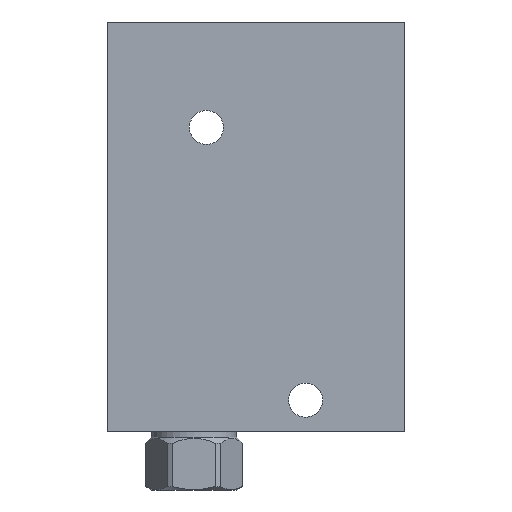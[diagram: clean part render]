
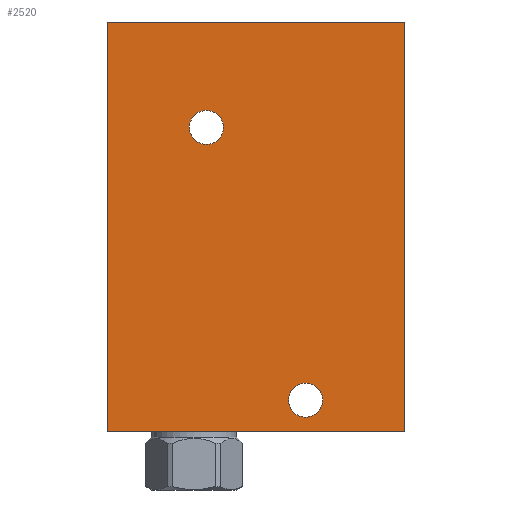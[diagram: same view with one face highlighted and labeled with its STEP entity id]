
A CAD part, front view. The second image highlights one B-rep face of the part: STEP entity #2520.
In plain terms, the highlighted planar face has unit normal (0, -1, 0).
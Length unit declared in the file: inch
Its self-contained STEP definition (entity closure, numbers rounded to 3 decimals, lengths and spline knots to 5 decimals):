
#5=DIRECTION('',(1.,0.,0.));
#6=VECTOR('',#5,3.);
#7=CARTESIAN_POINT('',(0.,-1.25,0.));
#8=LINE('',#7,#6);
#85=DIRECTION('',(0.,0.,1.));
#86=VECTOR('',#85,4.125);
#87=CARTESIAN_POINT('',(3.,-1.25,0.));
#88=LINE('',#87,#86);
#109=DIRECTION('',(0.,0.,1.));
#110=VECTOR('',#109,4.125);
#111=CARTESIAN_POINT('',(0.,-1.25,0.));
#112=LINE('',#111,#110);
#113=CARTESIAN_POINT('',(1.,-1.25,3.062));
#114=DIRECTION('',(0.,-1.,0.));
#115=DIRECTION('',(-1.,0.,0.));
#116=AXIS2_PLACEMENT_3D('',#113,#114,#115);
#118=CARTESIAN_POINT('',(1.,-1.25,3.062));
#119=DIRECTION('',(0.,-1.,0.));
#120=DIRECTION('',(1.,0.,0.));
#121=AXIS2_PLACEMENT_3D('',#118,#119,#120);
#123=CARTESIAN_POINT('',(2.,-1.25,0.312));
#124=DIRECTION('',(0.,-1.,0.));
#125=DIRECTION('',(-1.,0.,0.));
#126=AXIS2_PLACEMENT_3D('',#123,#124,#125);
#128=CARTESIAN_POINT('',(2.,-1.25,0.312));
#129=DIRECTION('',(0.,-1.,0.));
#130=DIRECTION('',(1.,0.,0.));
#131=AXIS2_PLACEMENT_3D('',#128,#129,#130);
#145=DIRECTION('',(1.,0.,0.));
#146=VECTOR('',#145,3.);
#147=CARTESIAN_POINT('',(0.,-1.25,4.125));
#148=LINE('',#147,#146);
#2077=CARTESIAN_POINT('',(0.,-1.25,0.));
#2079=VERTEX_POINT('',#2077);
#2080=CARTESIAN_POINT('',(3.,-1.25,0.));
#2081=VERTEX_POINT('',#2080);
#2085=CARTESIAN_POINT('',(0.,-1.25,4.125));
#2087=VERTEX_POINT('',#2085);
#2088=CARTESIAN_POINT('',(3.,-1.25,4.125));
#2089=VERTEX_POINT('',#2088);
#2257=CARTESIAN_POINT('',(0.828,-1.25,3.062));
#2258=CARTESIAN_POINT('',(1.172,-1.25,3.062));
#2259=VERTEX_POINT('',#2257);
#2260=VERTEX_POINT('',#2258);
#2265=CARTESIAN_POINT('',(1.828,-1.25,0.312));
#2266=CARTESIAN_POINT('',(2.172,-1.25,0.312));
#2267=VERTEX_POINT('',#2265);
#2268=VERTEX_POINT('',#2266);
#2496=CARTESIAN_POINT('',(0.,-1.25,0.));
#2497=DIRECTION('',(0.,-1.,0.));
#2498=DIRECTION('',(1.,0.,0.));
#2499=AXIS2_PLACEMENT_3D('',#2496,#2497,#2498);
#2500=PLANE('',#2499);
#2501=ORIENTED_EDGE('',*,*,#2396,.F.);
#2502=ORIENTED_EDGE('',*,*,#2421,.T.);
#2504=ORIENTED_EDGE('',*,*,#2503,.T.);
#2505=ORIENTED_EDGE('',*,*,#2476,.F.);
#2506=EDGE_LOOP('',(#2501,#2502,#2504,#2505));
#2507=FACE_OUTER_BOUND('',#2506,.F.);
#2509=ORIENTED_EDGE('',*,*,#2508,.T.);
#2511=ORIENTED_EDGE('',*,*,#2510,.T.);
#2512=EDGE_LOOP('',(#2509,#2511));
#2513=FACE_BOUND('',#2512,.F.);
#2515=ORIENTED_EDGE('',*,*,#2514,.T.);
#2517=ORIENTED_EDGE('',*,*,#2516,.T.);
#2518=EDGE_LOOP('',(#2515,#2517));
#2519=FACE_BOUND('',#2518,.F.);
#2520=ADVANCED_FACE('',(#2507,#2513,#2519),#2500,.T.);
#117=CIRCLE('',#116,0.172);
#122=CIRCLE('',#121,0.172);
#127=CIRCLE('',#126,0.172);
#132=CIRCLE('',#131,0.172);
#2396=EDGE_CURVE('',#2079,#2081,#8,.T.);
#2421=EDGE_CURVE('',#2079,#2087,#112,.T.);
#2476=EDGE_CURVE('',#2081,#2089,#88,.T.);
#2503=EDGE_CURVE('',#2087,#2089,#148,.T.);
#2508=EDGE_CURVE('',#2259,#2260,#117,.T.);
#2510=EDGE_CURVE('',#2260,#2259,#122,.T.);
#2514=EDGE_CURVE('',#2267,#2268,#127,.T.);
#2516=EDGE_CURVE('',#2268,#2267,#132,.T.);
